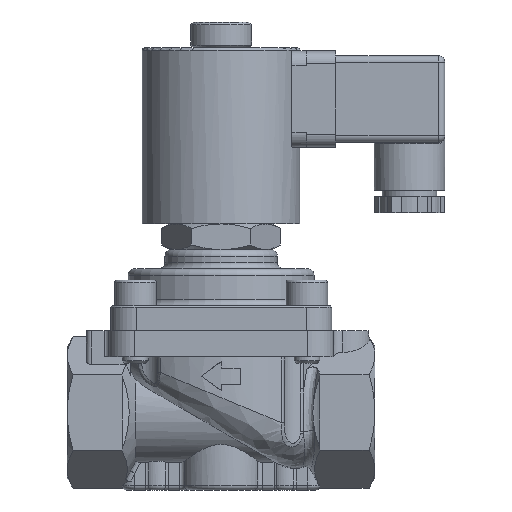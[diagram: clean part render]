
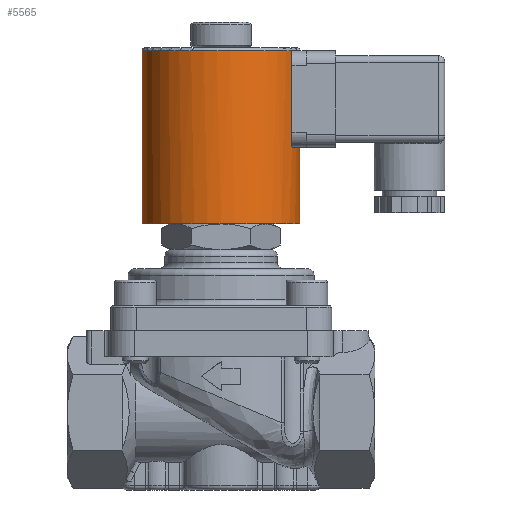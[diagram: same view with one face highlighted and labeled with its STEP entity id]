
A CAD part, left-side view. The second image highlights one B-rep face of the part: STEP entity #5565.
In plain terms, the highlighted cylindrical face has radius 24.6 mm (diameter 49.2 mm), a full revolution.
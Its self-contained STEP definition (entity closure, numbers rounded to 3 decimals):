
#165=B_SPLINE_CURVE_WITH_KNOTS('',3,(#8609,#8610,#8611,#8612),
 .UNSPECIFIED.,.F.,.F.,(4,4),(2.139,2.172),
 .UNSPECIFIED.);
#166=B_SPLINE_CURVE_WITH_KNOTS('',3,(#8621,#8622,#8623,#8624),
 .UNSPECIFIED.,.F.,.F.,(4,4),(0.702,0.735),
 .UNSPECIFIED.);
#167=B_SPLINE_CURVE_WITH_KNOTS('',3,(#8638,#8639,#8640,#8641),
 .UNSPECIFIED.,.F.,.F.,(4,4),(0.702,0.735),
 .UNSPECIFIED.);
#168=B_SPLINE_CURVE_WITH_KNOTS('',3,(#8648,#8649,#8650,#8651),
 .UNSPECIFIED.,.F.,.F.,(4,4),(2.139,2.172),
 .UNSPECIFIED.);
#338=FACE_BOUND('',#940,.T.);
#404=CYLINDRICAL_SURFACE('',#5980,24.6);
#581=FACE_OUTER_BOUND('',#939,.T.);
#939=EDGE_LOOP('',(#4043,#4044,#4045,#4046,#4047,#4048,#4049,#4050));
#940=EDGE_LOOP('',(#4051));
#1374=LINE('',#8601,#1722);
#1382=LINE('',#8634,#1730);
#1722=VECTOR('',#6835,29.979);
#1730=VECTOR('',#6861,29.979);
#1999=CIRCLE('',#5958,24.6);
#2005=CIRCLE('',#5973,24.6);
#2012=CIRCLE('',#5981,24.6);
#2353=VERTEX_POINT('',#8599);
#2354=VERTEX_POINT('',#8600);
#2357=VERTEX_POINT('',#8608);
#2358=VERTEX_POINT('',#8616);
#2359=VERTEX_POINT('',#8620);
#2362=VERTEX_POINT('',#8633);
#2363=VERTEX_POINT('',#8637);
#2364=VERTEX_POINT('',#8644);
#2367=VERTEX_POINT('',#8660);
#2968=EDGE_CURVE('',#2353,#2354,#1374,.T.);
#2972=EDGE_CURVE('',#2357,#2353,#165,.T.);
#2975=EDGE_CURVE('',#2358,#2357,#1999,.T.);
#2977=EDGE_CURVE('',#2359,#2358,#166,.T.);
#2982=EDGE_CURVE('',#2362,#2359,#1382,.T.);
#2984=EDGE_CURVE('',#2363,#2362,#167,.T.);
#2988=EDGE_CURVE('',#2354,#2364,#168,.T.);
#2992=EDGE_CURVE('',#2367,#2367,#2005,.T.);
#2999=EDGE_CURVE('',#2364,#2363,#2012,.T.);
#4043=ORIENTED_EDGE('',*,*,#2988,.T.);
#4044=ORIENTED_EDGE('',*,*,#2999,.T.);
#4045=ORIENTED_EDGE('',*,*,#2984,.T.);
#4046=ORIENTED_EDGE('',*,*,#2982,.T.);
#4047=ORIENTED_EDGE('',*,*,#2977,.T.);
#4048=ORIENTED_EDGE('',*,*,#2975,.T.);
#4049=ORIENTED_EDGE('',*,*,#2972,.T.);
#4050=ORIENTED_EDGE('',*,*,#2968,.T.);
#4051=ORIENTED_EDGE('',*,*,#2992,.F.);
#5565=ADVANCED_FACE('',(#581,#338),#404,.T.);
#5958=AXIS2_PLACEMENT_3D('',#8617,#6847,#6848);
#5973=AXIS2_PLACEMENT_3D('',#8661,#6885,#6886);
#5980=AXIS2_PLACEMENT_3D('',#8674,#6899,#6900);
#5981=AXIS2_PLACEMENT_3D('',#8675,#6901,#6902);
#6835=DIRECTION('',(0.,0.,1.));
#6847=DIRECTION('center_axis',(0.,0.,
-1.));
#6848=DIRECTION('ref_axis',(0.,1.,0.));
#6861=DIRECTION('',(0.,0.,-1.));
#6885=DIRECTION('center_axis',(0.,0.,
-1.));
#6886=DIRECTION('ref_axis',(0.,1.,0.));
#6899=DIRECTION('center_axis',(0.,0.,
-1.));
#6900=DIRECTION('ref_axis',(0.,1.,0.));
#6901=DIRECTION('center_axis',(0.,0.,
-1.));
#6902=DIRECTION('ref_axis',(0.,1.,0.));
#8599=CARTESIAN_POINT('',(-10.805,-22.1,81.51));
#8600=CARTESIAN_POINT('',(-10.805,-22.1,111.49));
#8601=CARTESIAN_POINT('',(-10.805,-22.1,84.5));
#8608=CARTESIAN_POINT('',(-10.5,-22.247,81.5));
#8609=CARTESIAN_POINT('Ctrl Pts',(-10.5,-22.247,81.5));
#8610=CARTESIAN_POINT('Ctrl Pts',(-10.601,-22.199,81.5));
#8611=CARTESIAN_POINT('Ctrl Pts',(-10.703,-22.15,81.503));
#8612=CARTESIAN_POINT('Ctrl Pts',(-10.805,-22.1,81.51));
#8616=CARTESIAN_POINT('',(10.5,-22.247,81.5));
#8617=CARTESIAN_POINT('Origin',(0.,0.,
81.5));
#8620=CARTESIAN_POINT('',(10.805,-22.1,81.51));
#8621=CARTESIAN_POINT('Ctrl Pts',(10.805,-22.1,81.51));
#8622=CARTESIAN_POINT('Ctrl Pts',(10.703,-22.15,81.503));
#8623=CARTESIAN_POINT('Ctrl Pts',(10.601,-22.199,81.5));
#8624=CARTESIAN_POINT('Ctrl Pts',(10.5,-22.247,81.5));
#8633=CARTESIAN_POINT('',(10.805,-22.1,111.49));
#8634=CARTESIAN_POINT('',(10.805,-22.1,84.5));
#8637=CARTESIAN_POINT('',(10.5,-22.247,111.5));
#8638=CARTESIAN_POINT('Ctrl Pts',(10.5,-22.247,111.5));
#8639=CARTESIAN_POINT('Ctrl Pts',(10.601,-22.199,111.5));
#8640=CARTESIAN_POINT('Ctrl Pts',(10.703,-22.15,111.497));
#8641=CARTESIAN_POINT('Ctrl Pts',(10.805,-22.1,111.49));
#8644=CARTESIAN_POINT('',(-10.5,-22.247,111.5));
#8648=CARTESIAN_POINT('Ctrl Pts',(-10.805,-22.1,111.49));
#8649=CARTESIAN_POINT('Ctrl Pts',(-10.703,-22.15,111.497));
#8650=CARTESIAN_POINT('Ctrl Pts',(-10.601,-22.199,111.5));
#8651=CARTESIAN_POINT('Ctrl Pts',(-10.5,-22.247,111.5));
#8660=CARTESIAN_POINT('',(0.,24.6,57.5));
#8661=CARTESIAN_POINT('Origin',(0.,0.,
57.5));
#8674=CARTESIAN_POINT('Origin',(0.,0.,
84.5));
#8675=CARTESIAN_POINT('Origin',(0.,0.,
111.5));
